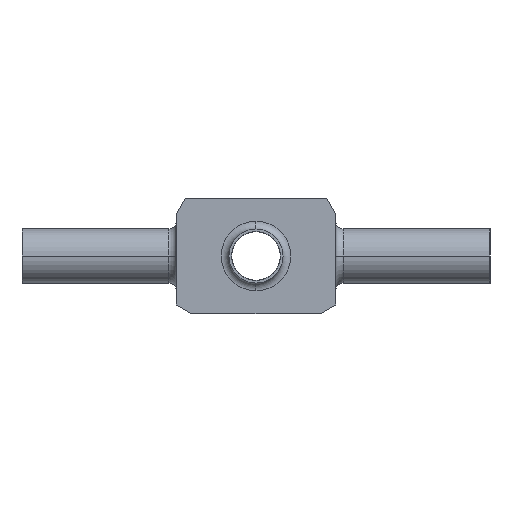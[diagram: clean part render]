
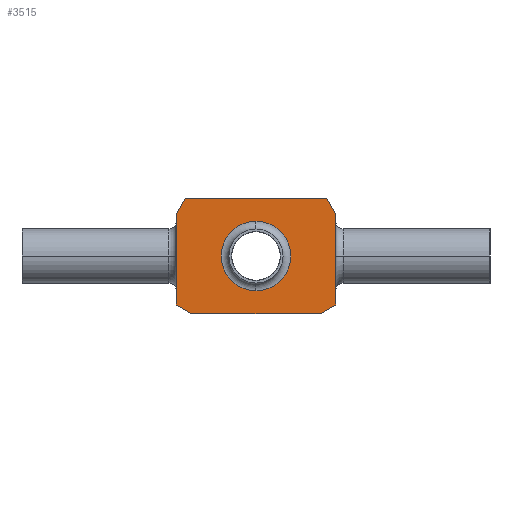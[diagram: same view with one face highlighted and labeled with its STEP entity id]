
A CAD part, left-side view. The second image highlights one B-rep face of the part: STEP entity #3515.
In plain terms, the highlighted planar face has unit normal (-1, 0, 0).
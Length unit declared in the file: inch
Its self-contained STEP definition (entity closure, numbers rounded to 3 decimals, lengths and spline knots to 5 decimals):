
#84 = VERTEX_POINT ( 'NONE', #2000 ) ;
#106 = DIRECTION ( 'NONE',  ( 0., 0., -1. ) ) ;
#136 = VERTEX_POINT ( 'NONE', #553 ) ;
#527 = DIRECTION ( 'NONE',  ( 1., 0., 0. ) ) ;
#553 = CARTESIAN_POINT ( 'NONE',  ( -1.12, 0.09145, 0.15 ) ) ;
#725 = ORIENTED_EDGE ( 'NONE', *, *, #6740, .T. ) ;
#737 = ORIENTED_EDGE ( 'NONE', *, *, #6109, .F. ) ;
#1185 = DIRECTION ( 'NONE',  ( 1., 0., 0. ) ) ;
#1268 = CARTESIAN_POINT ( 'NONE',  ( -1.12, 0., 0.03 ) ) ;
#1278 = LINE ( 'NONE', #7623, #6771 ) ;
#1320 = VECTOR ( 'NONE', #6536, 39.37008 ) ;
#1376 = ORIENTED_EDGE ( 'NONE', *, *, #6878, .T. ) ;
#1481 = ORIENTED_EDGE ( 'NONE', *, *, #6143, .T. ) ;
#1521 = DIRECTION ( 'NONE',  ( 0., -0.866, -0.5 ) ) ;
#1534 = CARTESIAN_POINT ( 'NONE',  ( -1.12, -0.09145, 0.15 ) ) ;
#1574 = VECTOR ( 'NONE', #4203, 39.37008 ) ;
#1622 = DIRECTION ( 'NONE',  ( 0., -0.866, 0.5 ) ) ;
#1823 = CARTESIAN_POINT ( 'NONE',  ( -1.12, -0.103, 0. ) ) ;
#1875 = DIRECTION ( 'NONE',  ( 0., 0.5, -0.866 ) ) ;
#2000 = CARTESIAN_POINT ( 'NONE',  ( -1.12, 0.103, 0.13 ) ) ;
#2245 = LINE ( 'NONE', #7361, #7562 ) ;
#2298 = VERTEX_POINT ( 'NONE', #4646 ) ;
#2323 = LINE ( 'NONE', #2819, #4334 ) ;
#2410 = FACE_BOUND ( 'NONE', #3061, .T. ) ;
#2454 = LINE ( 'NONE', #1823, #7458 ) ;
#2662 = CARTESIAN_POINT ( 'NONE',  ( -1.12, 0., 0.075 ) ) ;
#2693 = CARTESIAN_POINT ( 'NONE',  ( -1.12, 0.103, 0.01155 ) ) ;
#2735 = LINE ( 'NONE', #2693, #3957 ) ;
#2819 = CARTESIAN_POINT ( 'NONE',  ( -1.12, -0.09145, 0.15 ) ) ;
#2863 = DIRECTION ( 'NONE',  ( 0., 0.5, 0.866 ) ) ;
#3061 = EDGE_LOOP ( 'NONE', ( #4697, #1481 ) ) ;
#3327 = CARTESIAN_POINT ( 'NONE',  ( -1.12, 0., 0.12 ) ) ;
#3456 = VERTEX_POINT ( 'NONE', #1534 ) ;
#3515 = ADVANCED_FACE ( 'NONE', ( #2410, #5538 ), #4311, .F. ) ;
#3527 = DIRECTION ( 'NONE',  ( 1., 0., 0. ) ) ;
#3574 = VERTEX_POINT ( 'NONE', #4216 ) ;
#3593 = CARTESIAN_POINT ( 'NONE',  ( -1.12, -0.103, 0.01155 ) ) ;
#3691 = DIRECTION ( 'NONE',  ( 0., 0., -1. ) ) ;
#3736 = CARTESIAN_POINT ( 'NONE',  ( -1.12, -0.103, 0.15 ) ) ;
#3911 = CARTESIAN_POINT ( 'NONE',  ( -1.12, 0., 0.075 ) ) ;
#3957 = VECTOR ( 'NONE', #1521, 39.37008 ) ;
#4006 = VERTEX_POINT ( 'NONE', #3593 ) ;
#4120 = ORIENTED_EDGE ( 'NONE', *, *, #5630, .T. ) ;
#4203 = DIRECTION ( 'NONE',  ( 0., 0., -1. ) ) ;
#4216 = CARTESIAN_POINT ( 'NONE',  ( -1.12, -0.103, 0.13 ) ) ;
#4271 = EDGE_CURVE ( 'NONE', #6833, #5451, #7672, .T. ) ;
#4311 = PLANE ( 'NONE',  #6265 ) ;
#4334 = VECTOR ( 'NONE', #2863, 39.37008 ) ;
#4427 = ORIENTED_EDGE ( 'NONE', *, *, #5998, .T. ) ;
#4465 = ORIENTED_EDGE ( 'NONE', *, *, #7025, .T. ) ;
#4646 = CARTESIAN_POINT ( 'NONE',  ( -1.12, 0.083, 0. ) ) ;
#4697 = ORIENTED_EDGE ( 'NONE', *, *, #4271, .T. ) ;
#4707 = VERTEX_POINT ( 'NONE', #5605 ) ;
#5425 = ORIENTED_EDGE ( 'NONE', *, *, #8236, .F. ) ;
#5451 = VERTEX_POINT ( 'NONE', #3327 ) ;
#5538 = FACE_OUTER_BOUND ( 'NONE', #7467, .T. ) ;
#5605 = CARTESIAN_POINT ( 'NONE',  ( -1.12, -0.083, 0. ) ) ;
#5630 = EDGE_CURVE ( 'NONE', #4707, #4006, #2245, .T. ) ;
#5851 = DIRECTION ( 'NONE',  ( 0., -1., 0. ) ) ;
#5998 = EDGE_CURVE ( 'NONE', #3574, #3456, #2323, .T. ) ;
#6000 = CARTESIAN_POINT ( 'NONE',  ( -1.12, -0.103, 0.15 ) ) ;
#6109 = EDGE_CURVE ( 'NONE', #136, #3456, #6203, .T. ) ;
#6143 = EDGE_CURVE ( 'NONE', #5451, #6833, #7430, .T. ) ;
#6203 = LINE ( 'NONE', #3736, #7032 ) ;
#6240 = DIRECTION ( 'NONE',  ( 0., 0., -1. ) ) ;
#6254 = DIRECTION ( 'NONE',  ( 0., -1., 0. ) ) ;
#6265 = AXIS2_PLACEMENT_3D ( 'NONE', #7986, #527, #3691 ) ;
#6514 = EDGE_CURVE ( 'NONE', #136, #84, #1278, .T. ) ;
#6536 = DIRECTION ( 'NONE',  ( 0., 0., -1. ) ) ;
#6734 = AXIS2_PLACEMENT_3D ( 'NONE', #2662, #3527, #106 ) ;
#6740 = EDGE_CURVE ( 'NONE', #84, #7581, #6893, .T. ) ;
#6771 = VECTOR ( 'NONE', #1875, 39.37008 ) ;
#6833 = VERTEX_POINT ( 'NONE', #1268 ) ;
#6878 = EDGE_CURVE ( 'NONE', #2298, #4707, #2454, .T. ) ;
#6893 = LINE ( 'NONE', #8118, #1574 ) ;
#7025 = EDGE_CURVE ( 'NONE', #7581, #2298, #2735, .T. ) ;
#7032 = VECTOR ( 'NONE', #5851, 39.37008 ) ;
#7361 = CARTESIAN_POINT ( 'NONE',  ( -1.12, -0.103, 0.01155 ) ) ;
#7430 = CIRCLE ( 'NONE', #8234, 0.045 ) ;
#7458 = VECTOR ( 'NONE', #6254, 39.37008 ) ;
#7467 = EDGE_LOOP ( 'NONE', ( #5425, #4427, #737, #7724, #725, #4465, #1376, #4120 ) ) ;
#7490 = CARTESIAN_POINT ( 'NONE',  ( -1.12, 0.103, 0.01155 ) ) ;
#7562 = VECTOR ( 'NONE', #1622, 39.37008 ) ;
#7581 = VERTEX_POINT ( 'NONE', #7490 ) ;
#7623 = CARTESIAN_POINT ( 'NONE',  ( -1.12, 0.09145, 0.15 ) ) ;
#7672 = CIRCLE ( 'NONE', #6734, 0.045 ) ;
#7724 = ORIENTED_EDGE ( 'NONE', *, *, #6514, .T. ) ;
#7892 = LINE ( 'NONE', #6000, #1320 ) ;
#7986 = CARTESIAN_POINT ( 'NONE',  ( -1.12, -0.103, 0.15 ) ) ;
#8118 = CARTESIAN_POINT ( 'NONE',  ( -1.12, 0.103, 0.15 ) ) ;
#8234 = AXIS2_PLACEMENT_3D ( 'NONE', #3911, #1185, #6240 ) ;
#8236 = EDGE_CURVE ( 'NONE', #3574, #4006, #7892, .T. ) ;
